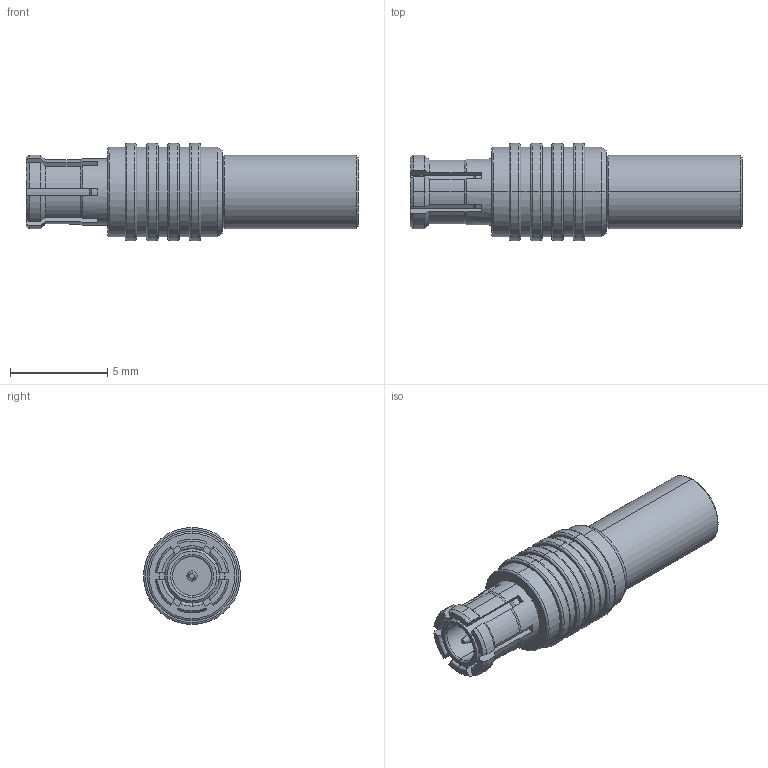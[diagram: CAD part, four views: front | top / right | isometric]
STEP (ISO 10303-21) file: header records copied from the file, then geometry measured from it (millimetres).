
FILE_DESCRIPTION (( 'STEP AP214' ), '1' );
FILE_NAME ('ÑÖÍÊ.434521.051ÑÁ_Âèëêà+äëÿ ïîòðåáèòåëÿ.STEP', '2018-12-04T09:39:46', ( 'User' ), ( '' ), 'SwSTEP 2.0', 'SolidWorks 2016', '' );
FILE_SCHEMA (( 'AUTOMOTIVE_DESIGN' ));
Length unit declared in the file: millimetre
Products named in the file (1): ÑÖÍÊ.434521.051ÑÁ_Âèëêà+äëÿ ïîòðåáèòåëÿ
Bounding box: 17.1 x 5 x 5 mm (x, y, z)
Volume: 164.3 mm3; surface area: 482.2 mm2
Topology: 1 solids, 1 shells, 174 faces, 411 edges, 254 vertices
Faces by surface type: cylinder 63, cone 41, plane 41, torus 29
Entity records: 7187 total; most frequent: CARTESIAN_POINT 1143, DIRECTION 930, ORIENTED_EDGE 822, EDGE_CURVE 411, AXIS2_PLACEMENT_3D 392, VERTEX_POINT 254, CIRCLE 217, EDGE_LOOP 189
